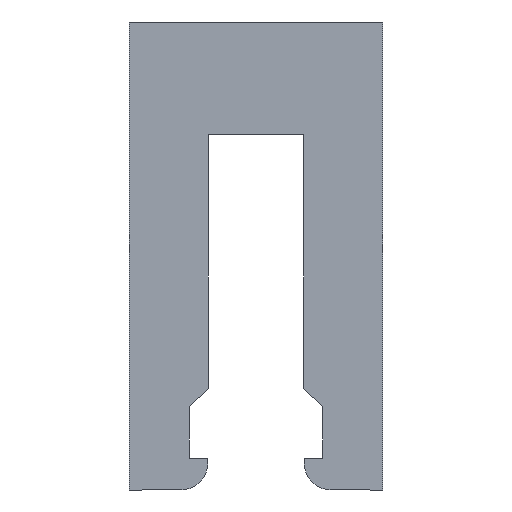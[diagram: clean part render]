
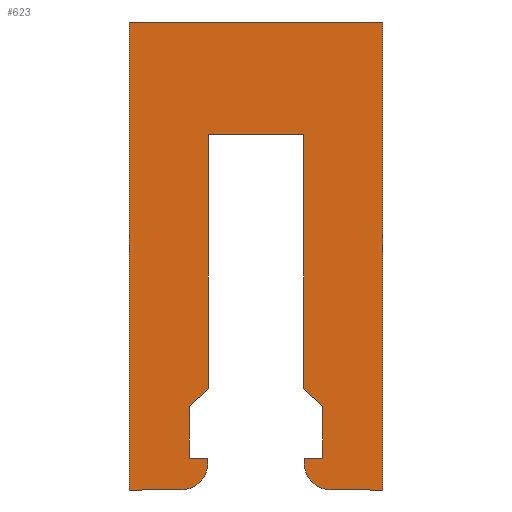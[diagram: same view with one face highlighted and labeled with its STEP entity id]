
A CAD part, front view. The second image highlights one B-rep face of the part: STEP entity #623.
In plain terms, the highlighted planar face has unit normal (0, -1, 0).
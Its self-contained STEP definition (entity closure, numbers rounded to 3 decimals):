
#4 = ORIENTED_EDGE ( 'NONE', *, *, #225, .T. ) ;
#12 = VERTEX_POINT ( 'NONE', #513 ) ;
#15 = LINE ( 'NONE', #131, #341 ) ;
#18 = CARTESIAN_POINT ( 'NONE',  ( -7.35, 0., -42.4 ) ) ;
#22 = CARTESIAN_POINT ( 'NONE',  ( -8.3, 0., -51.6 ) ) ;
#25 = VERTEX_POINT ( 'NONE', #81 ) ;
#34 = VECTOR ( 'NONE', #525, 1000. ) ;
#47 = CARTESIAN_POINT ( 'NONE',  ( 5.3, 0., -48.6 ) ) ;
#52 = LINE ( 'NONE', #429, #626 ) ;
#53 = CARTESIAN_POINT ( 'NONE',  ( 7.35, 0., 0. ) ) ;
#60 = VERTEX_POINT ( 'NONE', #412 ) ;
#72 = EDGE_CURVE ( 'NONE', #297, #349, #691, .T. ) ;
#75 = CARTESIAN_POINT ( 'NONE',  ( 14., 0., 0. ) ) ;
#79 = DIRECTION ( 'NONE',  ( 0., 0., 1. ) ) ;
#81 = CARTESIAN_POINT ( 'NONE',  ( 5.25, 0., -12.4 ) ) ;
#84 = VERTEX_POINT ( 'NONE', #630 ) ;
#91 = CIRCLE ( 'NONE', #480, 3. ) ;
#101 = DIRECTION ( 'NONE',  ( 0., 0., 1. ) ) ;
#103 = ORIENTED_EDGE ( 'NONE', *, *, #540, .F. ) ;
#108 = CARTESIAN_POINT ( 'NONE',  ( -5.3, 0., 0. ) ) ;
#109 = EDGE_CURVE ( 'NONE', #504, #25, #212, .T. ) ;
#112 = VECTOR ( 'NONE', #181, 1000. ) ;
#113 = VECTOR ( 'NONE', #632, 1000. ) ;
#116 = LINE ( 'NONE', #331, #112 ) ;
#118 = VERTEX_POINT ( 'NONE', #580 ) ;
#123 = VERTEX_POINT ( 'NONE', #22 ) ;
#127 = VECTOR ( 'NONE', #661, 1000. ) ;
#131 = CARTESIAN_POINT ( 'NONE',  ( -5.25, 0., 0. ) ) ;
#163 = LINE ( 'NONE', #313, #261 ) ;
#169 = EDGE_CURVE ( 'NONE', #191, #12, #91, .T. ) ;
#173 = DIRECTION ( 'NONE',  ( -1., 0., 0. ) ) ;
#175 = CIRCLE ( 'NONE', #356, 3. ) ;
#181 = DIRECTION ( 'NONE',  ( 0.724, 0., -0.69 ) ) ;
#185 = EDGE_CURVE ( 'NONE', #494, #672, #424, .T. ) ;
#191 = VERTEX_POINT ( 'NONE', #47 ) ;
#193 = CARTESIAN_POINT ( 'NONE',  ( 7.35, 0., -48.1 ) ) ;
#194 = CARTESIAN_POINT ( 'NONE',  ( 0., 0., -12.4 ) ) ;
#206 = EDGE_CURVE ( 'NONE', #60, #558, #116, .T. ) ;
#207 = VECTOR ( 'NONE', #530, 1000. ) ;
#208 = VECTOR ( 'NONE', #284, 1000. ) ;
#212 = LINE ( 'NONE', #194, #563 ) ;
#213 = VERTEX_POINT ( 'NONE', #589 ) ;
#214 = CARTESIAN_POINT ( 'NONE',  ( -5.3, 0., -48.1 ) ) ;
#219 = LINE ( 'NONE', #655, #208 ) ;
#222 = LINE ( 'NONE', #495, #455 ) ;
#225 = EDGE_CURVE ( 'NONE', #213, #244, #352, .T. ) ;
#231 = EDGE_CURVE ( 'NONE', #123, #494, #586, .T. ) ;
#233 = LINE ( 'NONE', #53, #508 ) ;
#239 = ORIENTED_EDGE ( 'NONE', *, *, #109, .T. ) ;
#244 = VERTEX_POINT ( 'NONE', #214 ) ;
#245 = ORIENTED_EDGE ( 'NONE', *, *, #569, .T. ) ;
#250 = LINE ( 'NONE', #446, #426 ) ;
#261 = VECTOR ( 'NONE', #324, 1000. ) ;
#266 = EDGE_CURVE ( 'NONE', #390, #84, #52, .T. ) ;
#272 = LINE ( 'NONE', #481, #627 ) ;
#275 = FACE_OUTER_BOUND ( 'NONE', #447, .T. ) ;
#277 = ORIENTED_EDGE ( 'NONE', *, *, #72, .T. ) ;
#281 = CARTESIAN_POINT ( 'NONE',  ( -14., 0., 0. ) ) ;
#283 = ORIENTED_EDGE ( 'NONE', *, *, #169, .T. ) ;
#284 = DIRECTION ( 'NONE',  ( 0., 0., 1. ) ) ;
#290 = ORIENTED_EDGE ( 'NONE', *, *, #206, .T. ) ;
#297 = VERTEX_POINT ( 'NONE', #193 ) ;
#303 = EDGE_CURVE ( 'NONE', #123, #213, #175, .T. ) ;
#306 = EDGE_CURVE ( 'NONE', #244, #343, #250, .T. ) ;
#313 = CARTESIAN_POINT ( 'NONE',  ( 5.3, 0., 0. ) ) ;
#317 = CARTESIAN_POINT ( 'NONE',  ( -14., 0., -51.6 ) ) ;
#324 = DIRECTION ( 'NONE',  ( 0., 0., -1. ) ) ;
#327 = DIRECTION ( 'NONE',  ( 0., 0., -1. ) ) ;
#329 = ORIENTED_EDGE ( 'NONE', *, *, #576, .F. ) ;
#331 = CARTESIAN_POINT ( 'NONE',  ( -17.679, 0., -18.563 ) ) ;
#341 = VECTOR ( 'NONE', #657, 1000. ) ;
#343 = VERTEX_POINT ( 'NONE', #600 ) ;
#346 = CARTESIAN_POINT ( 'NONE',  ( 14., 0., 0. ) ) ;
#349 = VERTEX_POINT ( 'NONE', #544 ) ;
#352 = LINE ( 'NONE', #108, #548 ) ;
#356 = AXIS2_PLACEMENT_3D ( 'NONE', #673, #564, #79 ) ;
#365 = DIRECTION ( 'NONE',  ( -1., 0., 0. ) ) ;
#371 = DIRECTION ( 'NONE',  ( 1., 0., 0. ) ) ;
#376 = ORIENTED_EDGE ( 'NONE', *, *, #266, .T. ) ;
#386 = ORIENTED_EDGE ( 'NONE', *, *, #621, .T. ) ;
#388 = CARTESIAN_POINT ( 'NONE',  ( 14., 0., -51.6 ) ) ;
#390 = VERTEX_POINT ( 'NONE', #18 ) ;
#412 = CARTESIAN_POINT ( 'NONE',  ( 5.25, 0., -40.4 ) ) ;
#419 = CARTESIAN_POINT ( 'NONE',  ( -14., 0., 0. ) ) ;
#421 = VERTEX_POINT ( 'NONE', #346 ) ;
#424 = LINE ( 'NONE', #645, #207 ) ;
#426 = VECTOR ( 'NONE', #612, 1000. ) ;
#429 = CARTESIAN_POINT ( 'NONE',  ( 17.679, 0., -18.563 ) ) ;
#434 = DIRECTION ( 'NONE',  ( 0., 0., 1. ) ) ;
#439 = ORIENTED_EDGE ( 'NONE', *, *, #568, .T. ) ;
#442 = DIRECTION ( 'NONE',  ( 0., -1., 0. ) ) ;
#446 = CARTESIAN_POINT ( 'NONE',  ( 0., 0., -48.1 ) ) ;
#447 = EDGE_LOOP ( 'NONE', ( #646, #491, #4, #658, #245, #376, #607, #239, #439, #290, #386, #277, #448, #283, #329, #526, #103, #578 ) ) ;
#448 = ORIENTED_EDGE ( 'NONE', *, *, #517, .T. ) ;
#455 = VECTOR ( 'NONE', #173, 1000. ) ;
#466 = CARTESIAN_POINT ( 'NONE',  ( 0., 0., -48.1 ) ) ;
#480 = AXIS2_PLACEMENT_3D ( 'NONE', #538, #442, #101 ) ;
#481 = CARTESIAN_POINT ( 'NONE',  ( 5.25, 0., 0. ) ) ;
#484 = DIRECTION ( 'NONE',  ( 0., 1., 0. ) ) ;
#491 = ORIENTED_EDGE ( 'NONE', *, *, #303, .T. ) ;
#494 = VERTEX_POINT ( 'NONE', #317 ) ;
#495 = CARTESIAN_POINT ( 'NONE',  ( 14., 0., -51.6 ) ) ;
#504 = VERTEX_POINT ( 'NONE', #577 ) ;
#508 = VECTOR ( 'NONE', #327, 1000. ) ;
#513 = CARTESIAN_POINT ( 'NONE',  ( 8.3, 0., -51.6 ) ) ;
#517 = EDGE_CURVE ( 'NONE', #349, #191, #163, .T. ) ;
#525 = DIRECTION ( 'NONE',  ( -1., 0., 0. ) ) ;
#526 = ORIENTED_EDGE ( 'NONE', *, *, #665, .F. ) ;
#528 = DIRECTION ( 'NONE',  ( 0., 0., 1. ) ) ;
#530 = DIRECTION ( 'NONE',  ( 0., 0., 1. ) ) ;
#532 = CARTESIAN_POINT ( 'NONE',  ( 0., 0., 0. ) ) ;
#538 = CARTESIAN_POINT ( 'NONE',  ( 8.3, 0., -48.6 ) ) ;
#539 = LINE ( 'NONE', #75, #127 ) ;
#540 = EDGE_CURVE ( 'NONE', #672, #421, #579, .T. ) ;
#544 = CARTESIAN_POINT ( 'NONE',  ( 5.3, 0., -48.1 ) ) ;
#548 = VECTOR ( 'NONE', #528, 1000. ) ;
#558 = VERTEX_POINT ( 'NONE', #688 ) ;
#563 = VECTOR ( 'NONE', #371, 1000. ) ;
#564 = DIRECTION ( 'NONE',  ( 0., -1., 0. ) ) ;
#568 = EDGE_CURVE ( 'NONE', #25, #60, #272, .T. ) ;
#569 = EDGE_CURVE ( 'NONE', #343, #390, #219, .T. ) ;
#576 = EDGE_CURVE ( 'NONE', #118, #12, #222, .T. ) ;
#577 = CARTESIAN_POINT ( 'NONE',  ( -5.25, 0., -12.4 ) ) ;
#578 = ORIENTED_EDGE ( 'NONE', *, *, #185, .F. ) ;
#579 = LINE ( 'NONE', #419, #113 ) ;
#580 = CARTESIAN_POINT ( 'NONE',  ( 14., 0., -51.6 ) ) ;
#586 = LINE ( 'NONE', #388, #34 ) ;
#589 = CARTESIAN_POINT ( 'NONE',  ( -5.3, 0., -48.6 ) ) ;
#591 = VECTOR ( 'NONE', #365, 1000. ) ;
#600 = CARTESIAN_POINT ( 'NONE',  ( -7.35, 0., -48.1 ) ) ;
#607 = ORIENTED_EDGE ( 'NONE', *, *, #641, .T. ) ;
#612 = DIRECTION ( 'NONE',  ( -1., 0., 0. ) ) ;
#621 = EDGE_CURVE ( 'NONE', #558, #297, #233, .T. ) ;
#623 = ADVANCED_FACE ( 'NONE', ( #275 ), #647, .F. ) ;
#626 = VECTOR ( 'NONE', #640, 1000. ) ;
#627 = VECTOR ( 'NONE', #702, 1000. ) ;
#630 = CARTESIAN_POINT ( 'NONE',  ( -5.25, 0., -40.4 ) ) ;
#632 = DIRECTION ( 'NONE',  ( 1., 0., 0. ) ) ;
#640 = DIRECTION ( 'NONE',  ( 0.724, 0., 0.69 ) ) ;
#641 = EDGE_CURVE ( 'NONE', #84, #504, #15, .T. ) ;
#645 = CARTESIAN_POINT ( 'NONE',  ( -14., 0., 0. ) ) ;
#646 = ORIENTED_EDGE ( 'NONE', *, *, #231, .F. ) ;
#647 = PLANE ( 'NONE',  #690 ) ;
#655 = CARTESIAN_POINT ( 'NONE',  ( -7.35, 0., 0. ) ) ;
#657 = DIRECTION ( 'NONE',  ( 0., 0., 1. ) ) ;
#658 = ORIENTED_EDGE ( 'NONE', *, *, #306, .T. ) ;
#661 = DIRECTION ( 'NONE',  ( 0., 0., -1. ) ) ;
#665 = EDGE_CURVE ( 'NONE', #421, #118, #539, .T. ) ;
#672 = VERTEX_POINT ( 'NONE', #281 ) ;
#673 = CARTESIAN_POINT ( 'NONE',  ( -8.3, 0., -48.6 ) ) ;
#688 = CARTESIAN_POINT ( 'NONE',  ( 7.35, 0., -42.4 ) ) ;
#690 = AXIS2_PLACEMENT_3D ( 'NONE', #532, #484, #434 ) ;
#691 = LINE ( 'NONE', #466, #591 ) ;
#702 = DIRECTION ( 'NONE',  ( 0., 0., -1. ) ) ;
